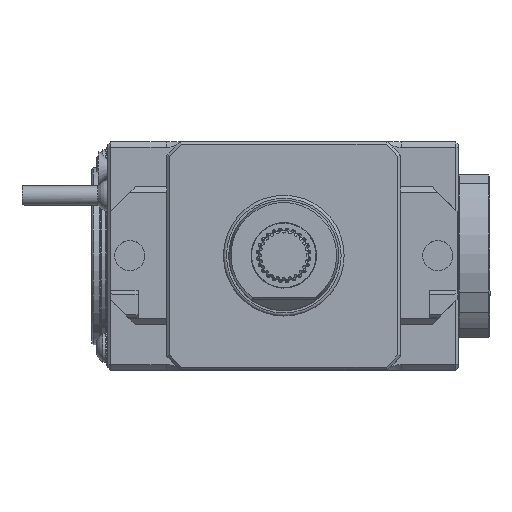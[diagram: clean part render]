
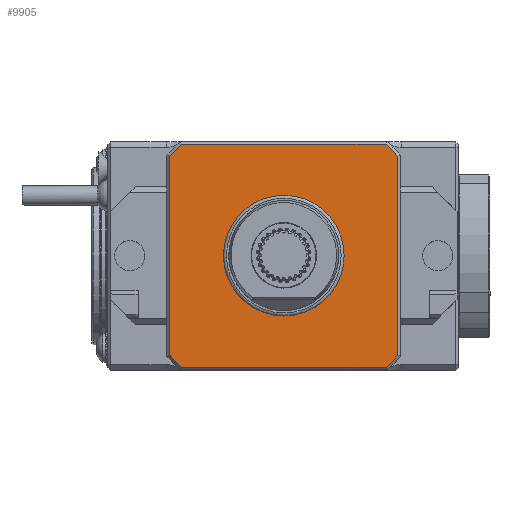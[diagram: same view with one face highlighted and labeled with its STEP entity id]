
A CAD part, top view. The second image highlights one B-rep face of the part: STEP entity #9905.
In plain terms, the highlighted planar face has unit normal (0, 0, 1).
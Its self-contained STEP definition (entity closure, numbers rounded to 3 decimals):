
#505=LINE('',#15508,#1163);
#506=LINE('',#15522,#1164);
#507=LINE('',#15536,#1165);
#508=LINE('',#15550,#1166);
#1163=VECTOR('',#12376,1000.);
#1164=VECTOR('',#12383,1000.);
#1165=VECTOR('',#12390,1000.);
#1166=VECTOR('',#12397,1000.);
#3295=ORIENTED_EDGE('',*,*,#5808,.F.);
#3296=ORIENTED_EDGE('',*,*,#5807,.F.);
#3297=ORIENTED_EDGE('',*,*,#5805,.T.);
#3298=ORIENTED_EDGE('',*,*,#5803,.F.);
#3299=ORIENTED_EDGE('',*,*,#5801,.T.);
#3300=ORIENTED_EDGE('',*,*,#5799,.F.);
#3301=ORIENTED_EDGE('',*,*,#5797,.T.);
#3302=ORIENTED_EDGE('',*,*,#5795,.F.);
#3303=ORIENTED_EDGE('',*,*,#5793,.T.);
#5793=EDGE_CURVE('',#7132,#7131,#505,.T.);
#5795=EDGE_CURVE('',#7132,#7133,#7917,.T.);
#5797=EDGE_CURVE('',#7134,#7133,#506,.T.);
#5799=EDGE_CURVE('',#7134,#7135,#7918,.T.);
#5801=EDGE_CURVE('',#7136,#7135,#507,.T.);
#5803=EDGE_CURVE('',#7136,#7137,#7919,.T.);
#5805=EDGE_CURVE('',#7138,#7137,#508,.T.);
#5807=EDGE_CURVE('',#7138,#7131,#7920,.T.);
#5808=EDGE_CURVE('',#7139,#7139,#7921,.F.);
#7131=VERTEX_POINT('',#15507);
#7132=VERTEX_POINT('',#15509);
#7133=VERTEX_POINT('',#15516);
#7134=VERTEX_POINT('',#15523);
#7135=VERTEX_POINT('',#15530);
#7136=VERTEX_POINT('',#15537);
#7137=VERTEX_POINT('',#15544);
#7138=VERTEX_POINT('',#15551);
#7139=VERTEX_POINT('',#15560);
#7917=CIRCLE('',#10629,55.);
#7918=CIRCLE('',#10632,55.);
#7919=CIRCLE('',#10635,55.);
#7920=CIRCLE('',#10638,55.);
#7921=CIRCLE('',#10640,21.699);
#8396=EDGE_LOOP('',(#3295));
#8397=EDGE_LOOP('',(#3296,#3297,#3298,#3299,#3300,#3301,#3302,#3303));
#9055=FACE_BOUND('',#8396,.T.);
#9056=FACE_BOUND('',#8397,.T.);
#9572=PLANE('',#10639);
#9905=ADVANCED_FACE('',(#9055,#9056),#9572,.F.);
#10629=AXIS2_PLACEMENT_3D('',#15515,#12379,#12380);
#10632=AXIS2_PLACEMENT_3D('',#15529,#12386,#12387);
#10635=AXIS2_PLACEMENT_3D('',#15543,#12393,#12394);
#10638=AXIS2_PLACEMENT_3D('',#15557,#12400,#12401);
#10639=AXIS2_PLACEMENT_3D('',#15558,#12402,#12403);
#10640=AXIS2_PLACEMENT_3D('',#15559,#12404,#12405);
#12376=DIRECTION('',(0.,1.,0.));
#12379=DIRECTION('',(0.,0.,-1.));
#12380=DIRECTION('',(1.,0.,0.));
#12383=DIRECTION('',(1.,0.,0.));
#12386=DIRECTION('',(0.,0.,-1.));
#12387=DIRECTION('',(1.,0.,0.));
#12390=DIRECTION('',(0.,-1.,0.));
#12393=DIRECTION('',(0.,0.,-1.));
#12394=DIRECTION('',(1.,0.,0.));
#12397=DIRECTION('',(-1.,0.,0.));
#12400=DIRECTION('',(0.,0.,-1.));
#12401=DIRECTION('',(1.,0.,0.));
#12402=DIRECTION('',(0.,0.,-1.));
#12403=DIRECTION('',(1.,0.,0.));
#12404=DIRECTION('',(0.,0.,-1.));
#12405=DIRECTION('',(-1.,0.,0.));
#15507=CARTESIAN_POINT('',(41.5,36.094,0.));
#15508=CARTESIAN_POINT('',(41.5,0.,0.));
#15509=CARTESIAN_POINT('',(41.5,-36.094,0.));
#15515=CARTESIAN_POINT('',(0.,0.,0.));
#15516=CARTESIAN_POINT('',(37.212,-40.5,0.));
#15522=CARTESIAN_POINT('',(20.,-40.5,0.));
#15523=CARTESIAN_POINT('',(-37.212,-40.5,0.));
#15529=CARTESIAN_POINT('',(0.,0.,0.));
#15530=CARTESIAN_POINT('',(-41.5,-36.094,0.));
#15536=CARTESIAN_POINT('',(-41.5,0.,0.));
#15537=CARTESIAN_POINT('',(-41.5,36.094,0.));
#15543=CARTESIAN_POINT('',(0.,0.,0.));
#15544=CARTESIAN_POINT('',(-37.212,40.5,0.));
#15550=CARTESIAN_POINT('',(20.,40.5,0.));
#15551=CARTESIAN_POINT('',(37.212,40.5,0.));
#15557=CARTESIAN_POINT('',(0.,0.,0.));
#15558=CARTESIAN_POINT('',(20.,0.,0.));
#15559=CARTESIAN_POINT('',(0.,0.,0.));
#15560=CARTESIAN_POINT('',(-21.699,0.,0.));
